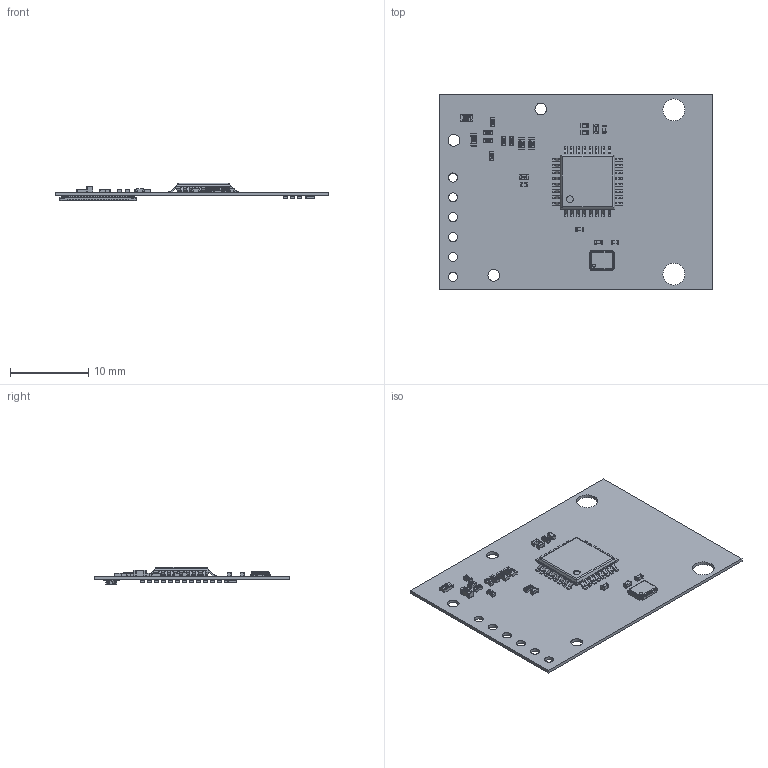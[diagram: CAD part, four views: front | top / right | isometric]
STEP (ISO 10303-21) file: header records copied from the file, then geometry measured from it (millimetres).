
FILE_DESCRIPTION(('Open CASCADE Model'),'2;1');
FILE_NAME('Open CASCADE Shape Model','2021-10-29T16:00:25',('Author'),( 'Open CASCADE'),'Open CASCADE STEP processor 6.8','Open CASCADE 6.8' ,'Unknown');
FILE_SCHEMA(('AUTOMOTIVE_DESIGN { 1 0 10303 214 1 1 1 1 }'));
Length unit declared in the file: millimetre
Products named in the file (51): PCB; Board; Open CASCADE STEP translator 6.8 2.1.1; Y1; crystal-3225; C8; C0402; C7; C6; C5; C4; U1; 8114907760; Body; PinsArrayLR; PinsArrayTB; R28; RES_1005-0402; R27; R26; R25; R24; R23; R22; R21; R20; R19; R18; R16; R14; R13; R11; C3; C2; C1; 0603_1608; R7; R17; R15; R10 ...
Assembly tree (81 placements, depth 4):
  PCB
    Board
      Open CASCADE STEP translator 6.8 2.1.1
    Y1
      crystal-3225
    C8
      C0402
    C7
      C0402
    C6
      C0402
    C5
      C0402
    C4
      C0402
    U1
      8114907760
        Body
        PinsArrayLR
        PinsArrayTB
    R28
      RES_1005-0402
    R27
      RES_1005-0402
    R26
      RES_1005-0402
    R25
      RES_1005-0402
    R24
      RES_1005-0402
    R23
      RES_1005-0402
    R22
      RES_1005-0402
    R21
      RES_1005-0402
    R20
      RES_1005-0402
    R19
      RES_1005-0402
    R18
      RES_1005-0402
    R16
      RES_1005-0402
    R14
      RES_1005-0402
    R13
      RES_1005-0402
    R11
      RES_1005-0402
    C3
      C0402
    C2
      C0402
    C1
      0603_1608
    R7
      RES_1005-0402
    R17
      RES_1005-0402
Bounding box: 35 x 25 x 2.26 mm (x, y, z)
Volume: 422.3 mm3; surface area: 2182.8 mm2
Topology: 148 solids, 148 shells, 4992 faces, 12552 edges, 7960 vertices
Faces by surface type: plane 2959, bspline 1307, cylinder 592, sphere 126, cone 4, torus 4
Full cylindrical faces by diameter (mm): 0.875 x1, 1.171 x6, 1.5 x3, 2.8 x2
Entity records: 68657 total; most frequent: CARTESIAN_POINT 17013, ORIENTED_EDGE 10026, DIRECTION 8402, EDGE_CURVE 5013, LINE 3580, VECTOR 3580, VERTEX_POINT 3218, AXIS2_PLACEMENT_3D 2411
